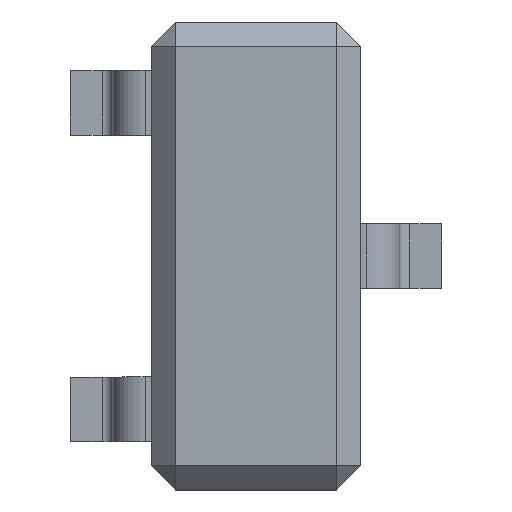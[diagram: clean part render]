
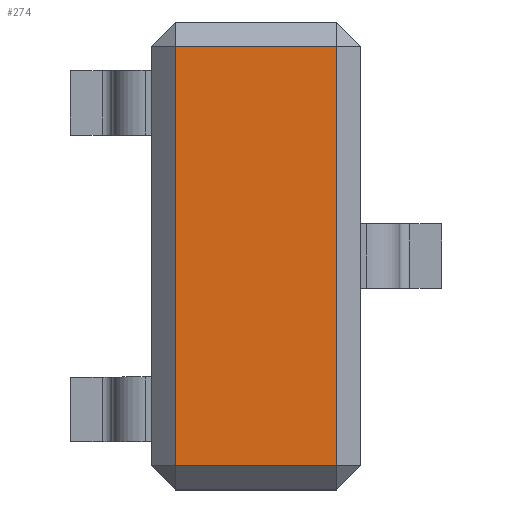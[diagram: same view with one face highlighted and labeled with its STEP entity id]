
A CAD part, top view. The second image highlights one B-rep face of the part: STEP entity #274.
In plain terms, the highlighted planar face has unit normal (0, 0, 1).
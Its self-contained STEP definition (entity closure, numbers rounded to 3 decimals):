
#13=DIRECTION('',(0.,0.,1.));
#14=DIRECTION('',(1.,0.,0.));
#70=VECTOR('',#71,1.);
#71=DIRECTION('',(0.,1.,0.));
#146=VERTEX_POINT('',#147);
#147=CARTESIAN_POINT('',(-0.5,-1.3,1.1));
#155=VERTEX_POINT('',#156);
#156=CARTESIAN_POINT('',(-0.5,1.3,1.1));
#161=ORIENTED_EDGE('',*,*,#162,.F.);
#162=EDGE_CURVE('',#146,#155,#163,.T.);
#163=LINE('',#164,#70);
#164=CARTESIAN_POINT('',(-0.5,-1.45,1.1));
#231=VECTOR('',#14,1.);
#274=ADVANCED_FACE('',(#275),#293,.T.);
#275=FACE_BOUND('',#276,.T.);
#276=EDGE_LOOP('',(#161,#277,#283,#289));
#277=ORIENTED_EDGE('',*,*,#278,.T.);
#278=EDGE_CURVE('',#146,#279,#281,.T.);
#279=VERTEX_POINT('',#280);
#280=CARTESIAN_POINT('',(0.5,-1.3,1.1));
#281=LINE('',#282,#231);
#282=CARTESIAN_POINT('',(-0.65,-1.3,1.1));
#283=ORIENTED_EDGE('',*,*,#284,.T.);
#284=EDGE_CURVE('',#279,#285,#287,.T.);
#285=VERTEX_POINT('',#286);
#286=CARTESIAN_POINT('',(0.5,1.3,1.1));
#287=LINE('',#288,#70);
#288=CARTESIAN_POINT('',(0.5,-1.45,1.1));
#289=ORIENTED_EDGE('',*,*,#290,.F.);
#290=EDGE_CURVE('',#155,#285,#291,.T.);
#291=LINE('',#292,#231);
#292=CARTESIAN_POINT('',(-0.65,1.3,1.1));
#293=PLANE('',#294);
#294=AXIS2_PLACEMENT_3D('',#295,#13,#14);
#295=CARTESIAN_POINT('',(-0.65,-1.45,1.1));
